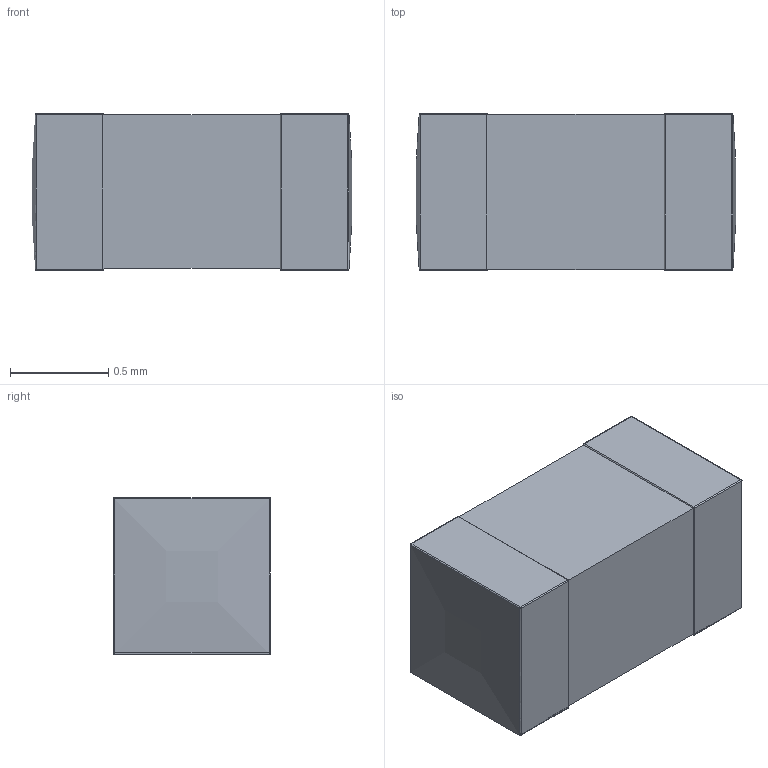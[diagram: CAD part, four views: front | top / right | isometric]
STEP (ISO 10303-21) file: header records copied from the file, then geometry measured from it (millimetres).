
FILE_DESCRIPTION(/* description */ ('Unknown'),/* implementation_level */ '2;1');
FILE_NAME(/* name */ 's_0603_C',/* time_stamp */ '2019-08-18T19:56:58+02:00',/* author */ ('Unknown'),/* organization */ ('Unknown'),/* preprocessor_version */ 'ST-DEVELOPER v16.7',/* originating_system */ 'DEX',/* authorisation */ $);
FILE_SCHEMA (('AUTOMOTIVE_DESIGN {1 0 10303 214 3 1 1}'));
Length unit declared in the file: millimetre
Products named in the file (2): s_0603_C; User Library-SMD Ceramic Capacitors
Assembly tree (1 placements, depth 2):
  s_0603_C
    User Library-SMD Ceramic Capacitors
Bounding box: 1.63 x 0.8 x 0.8 mm (x, y, z)
Volume: 1 mm3; surface area: 7.5 mm2
Topology: 1 solids, 1 shells, 56 faces, 117 edges, 56 vertices
Faces by surface type: cylinder 21, plane 18, sphere 12, bspline 5
Entity records: 1946 total; most frequent: CARTESIAN_POINT 416, DIRECTION 232, ORIENTED_EDGE 220, EDGE_CURVE 110, AXIS2_PLACEMENT_3D 89, VERTEX_POINT 56, EDGE_LOOP 56, FACE_BOUND 56
